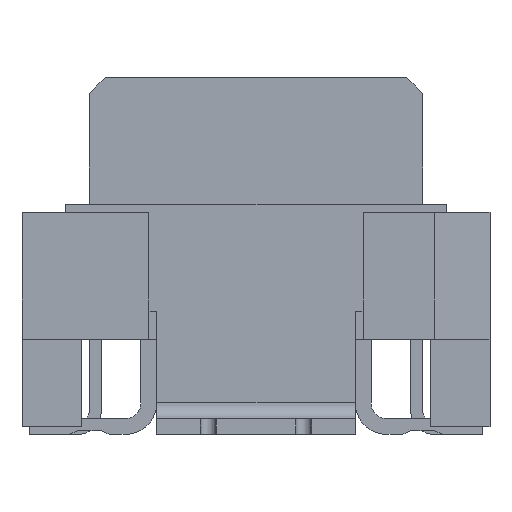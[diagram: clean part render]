
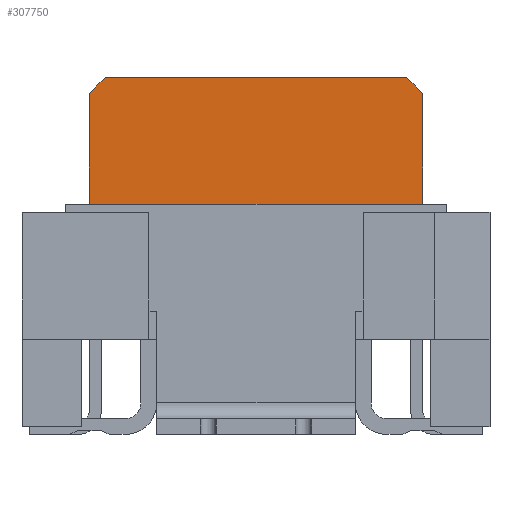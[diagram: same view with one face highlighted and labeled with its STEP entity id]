
A CAD part, front view. The second image highlights one B-rep face of the part: STEP entity #307750.
In plain terms, the highlighted planar face has unit normal (0, -1, 0).
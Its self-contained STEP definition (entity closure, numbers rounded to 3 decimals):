
#109880=CARTESIAN_POINT('',(-3.259,-1.05,3.508));
#109890=VERTEX_POINT('',#109880);
#109920=CARTESIAN_POINT('',(-6.767,-1.05,0.));
#109930=DIRECTION('',(-0.707,0.,-0.707));
#109940=VECTOR('',#109930,1.);
#109950=LINE('',#109920,#109940);
#109960=CARTESIAN_POINT('',(-3.459,-1.05,3.308));
#109970=VERTEX_POINT('',#109960);
#109980=EDGE_CURVE('',#109890,#109970,#109950,.T.);
#156870=CARTESIAN_POINT('',(0.,-1.05,3.508));
#156880=DIRECTION('',(-1.,0.,0.));
#156890=VECTOR('',#156880,1.);
#156900=LINE('',#156870,#156890);
#156910=CARTESIAN_POINT('',(0.541,-1.05,3.508));
#156920=VERTEX_POINT('',#156910);
#156930=EDGE_CURVE('',#156920,#109890,#156900,.T.);
#210820=CARTESIAN_POINT('',(0.741,-1.05,3.308));
#210830=VERTEX_POINT('',#210820);
#210860=CARTESIAN_POINT('',(4.049,-1.05,0.));
#210870=DIRECTION('',(-0.707,0.,0.707));
#210880=VECTOR('',#210870,1.);
#210890=LINE('',#210860,#210880);
#210900=EDGE_CURVE('',#210830,#156920,#210890,.T.);
#236340=CARTESIAN_POINT('',(0.741,-1.05,1.808));
#236350=VERTEX_POINT('',#236340);
#236860=CARTESIAN_POINT('',(-3.459,-1.05,1.808));
#236870=VERTEX_POINT('',#236860);
#236900=CARTESIAN_POINT('',(0.,-1.05,1.808));
#236910=DIRECTION('',(1.,0.,0.));
#236920=VECTOR('',#236910,1.);
#236930=LINE('',#236900,#236920);
#236940=EDGE_CURVE('',#236870,#236350,#236930,.T.);
#307520=CARTESIAN_POINT('',(0.741,-1.05,1.808));
#307530=DIRECTION('',(-0.,-1.,-0.));
#307540=DIRECTION('',(-1.,0.,0.));
#307550=AXIS2_PLACEMENT_3D('',#307520,#307530,#307540);
#307560=PLANE('',#307550);
#307570=CARTESIAN_POINT('',(-3.459,-1.05,0.));
#307580=DIRECTION('',(0.,0.,-1.));
#307590=VECTOR('',#307580,1.);
#307600=LINE('',#307570,#307590);
#307610=EDGE_CURVE('',#109970,#236870,#307600,.T.);
#307620=ORIENTED_EDGE('',*,*,#307610,.T.);
#307630=ORIENTED_EDGE('',*,*,#109980,.T.);
#307640=ORIENTED_EDGE('',*,*,#156930,.T.);
#307650=ORIENTED_EDGE('',*,*,#210900,.T.);
#307660=CARTESIAN_POINT('',(0.741,-1.05,0.));
#307670=DIRECTION('',(0.,0.,1.));
#307680=VECTOR('',#307670,1.);
#307690=LINE('',#307660,#307680);
#307700=EDGE_CURVE('',#236350,#210830,#307690,.T.);
#307710=ORIENTED_EDGE('',*,*,#307700,.T.);
#307720=ORIENTED_EDGE('',*,*,#236940,.T.);
#307730=EDGE_LOOP('',(#307720,#307710,#307650,#307640,#307630,#307620));
#307740=FACE_OUTER_BOUND('',#307730,.T.);
#307750=ADVANCED_FACE('',(#307740),#307560,.T.);
